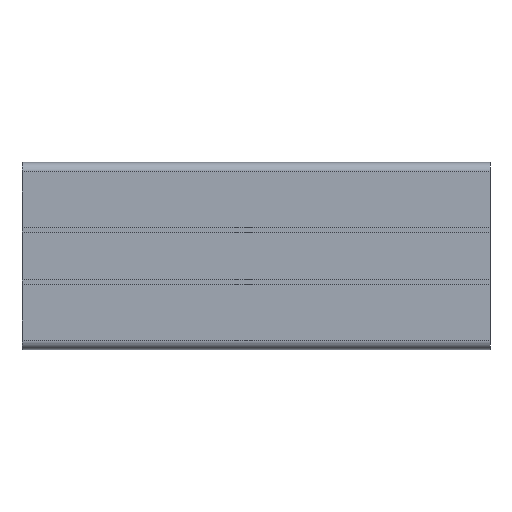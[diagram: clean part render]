
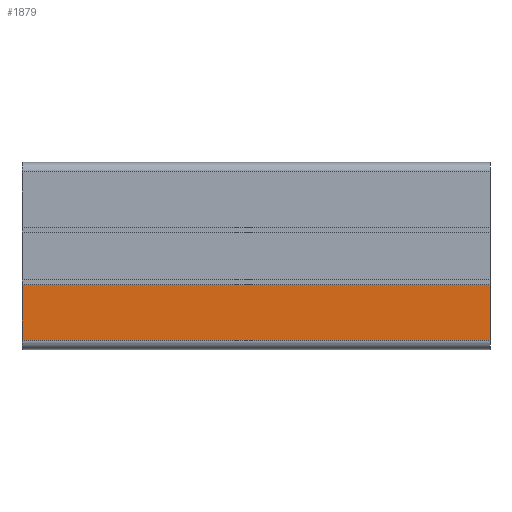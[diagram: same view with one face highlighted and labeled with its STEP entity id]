
A CAD part, left-side view. The second image highlights one B-rep face of the part: STEP entity #1879.
In plain terms, the highlighted planar face has unit normal (-1, 0, 0).
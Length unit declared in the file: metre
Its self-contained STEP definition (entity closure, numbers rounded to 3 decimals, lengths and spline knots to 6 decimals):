
#168=FACE_OUTER_BOUND('',#263,.T.);
#263=EDGE_LOOP('',(#1391,#1392,#1393,#1394));
#428=LINE('',#2918,#641);
#429=LINE('',#2921,#642);
#430=LINE('',#2923,#643);
#431=LINE('',#2924,#644);
#641=VECTOR('',#2364,0.1);
#642=VECTOR('',#2367,0.0119);
#643=VECTOR('',#2368,0.0119);
#644=VECTOR('',#2369,0.1);
#838=VERTEX_POINT('',#2914);
#839=VERTEX_POINT('',#2916);
#840=VERTEX_POINT('',#2920);
#841=VERTEX_POINT('',#2922);
#1068=EDGE_CURVE('',#839,#838,#428,.T.);
#1069=EDGE_CURVE('',#840,#838,#429,.T.);
#1070=EDGE_CURVE('',#841,#839,#430,.T.);
#1071=EDGE_CURVE('',#841,#840,#431,.T.);
#1391=ORIENTED_EDGE('',*,*,#1069,.T.);
#1392=ORIENTED_EDGE('',*,*,#1068,.F.);
#1393=ORIENTED_EDGE('',*,*,#1070,.F.);
#1394=ORIENTED_EDGE('',*,*,#1071,.T.);
#1803=PLANE('',#2025);
#1879=ADVANCED_FACE('',(#168),#1803,.F.);
#2025=AXIS2_PLACEMENT_3D('',#2919,#2365,#2366);
#2364=DIRECTION('',(0.,1.,0.));
#2365=DIRECTION('center_axis',(1.,0.,0.));
#2366=DIRECTION('ref_axis',(0.,0.,-1.));
#2367=DIRECTION('',(0.,0.,-1.));
#2368=DIRECTION('',(0.,0.,-1.));
#2369=DIRECTION('',(0.,1.,0.));
#2914=CARTESIAN_POINT('',(0.005967,0.030335,0.002));
#2916=CARTESIAN_POINT('',(0.005967,-0.069665,0.002));
#2918=CARTESIAN_POINT('',(0.005967,-0.069665,0.002));
#2919=CARTESIAN_POINT('Origin',(0.005967,-0.969665,
0.002));
#2920=CARTESIAN_POINT('',(0.005967,0.030335,0.0139));
#2921=CARTESIAN_POINT('',(0.005967,0.030335,0.0139));
#2922=CARTESIAN_POINT('',(0.005967,-0.069665,0.0139));
#2923=CARTESIAN_POINT('',(0.005967,-0.069665,0.0139));
#2924=CARTESIAN_POINT('',(0.005967,-0.069665,0.0139));
